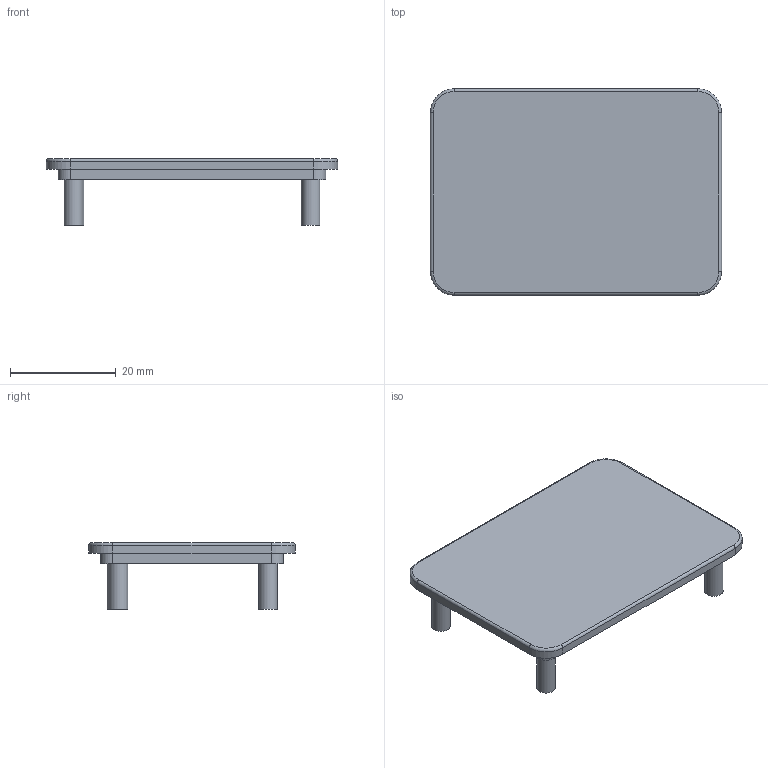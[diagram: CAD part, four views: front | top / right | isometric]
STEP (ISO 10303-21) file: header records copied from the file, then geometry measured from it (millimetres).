
FILE_DESCRIPTION(/* description */ (''),/* implementation_level */ '2;1');
FILE_NAME(/* name */ 'GlitchPixel404_A1_Top v1.step',/* time_stamp */ '2025-04-09T21:41:16+02:00',/* author */ (''),/* organization */ (''),/* preprocessor_version */ 'ST-DEVELOPER v20.1',/* originating_system */ 'Autodesk Translation Framework v14.4.0.0',/* authorisation */ '');
FILE_SCHEMA (('AUTOMOTIVE_DESIGN { 1 0 10303 214 3 1 1 }'));
Length unit declared in the file: millimetre
Products named in the file (1): GlitchPixel404_A1_Top
Bounding box: 55 x 39 x 12.6 mm (x, y, z)
Volume: 5015.2 mm3; surface area: 5518.9 mm2
Topology: 1 solids, 1 shells, 54 faces, 137 edges, 87 vertices
Faces by surface type: plane 25, cylinder 17, torus 8, cone 4
Full cylindrical faces by diameter (mm): 3.5 x4
Entity records: 1783 total; most frequent: CARTESIAN_POINT 449, ORIENTED_EDGE 274, DIRECTION 274, EDGE_CURVE 137, AXIS2_PLACEMENT_3D 106, VERTEX_POINT 87, LINE 62, VECTOR 62
